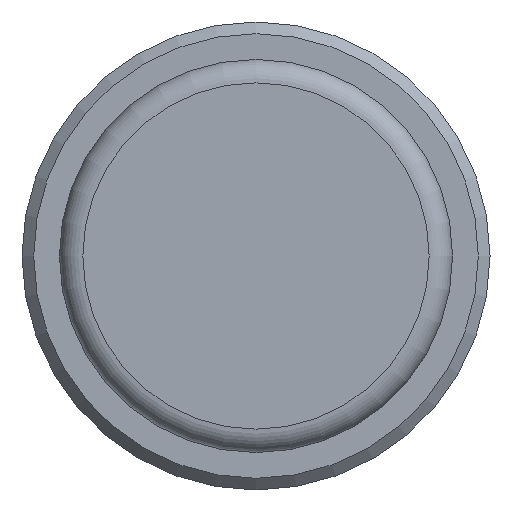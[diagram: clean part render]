
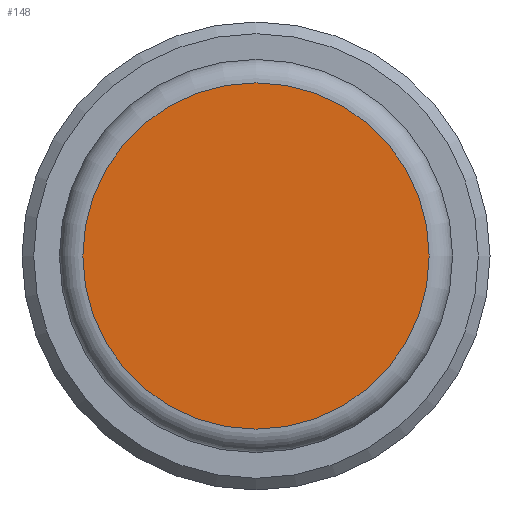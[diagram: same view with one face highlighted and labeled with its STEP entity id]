
A CAD part, front view. The second image highlights one B-rep face of the part: STEP entity #148.
In plain terms, the highlighted planar face has unit normal (0, -1, 0).
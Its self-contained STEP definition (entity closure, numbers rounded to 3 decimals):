
#16=PLANE('',#171);
#40=FACE_OUTER_BOUND('',#59,.T.);
#59=EDGE_LOOP('',(#119));
#76=CIRCLE('',#168,7.4);
#88=VERTEX_POINT('',#252);
#100=EDGE_CURVE('',#88,#88,#76,.T.);
#119=ORIENTED_EDGE('',*,*,#100,.F.);
#148=ADVANCED_FACE('',(#40),#16,.T.);
#168=AXIS2_PLACEMENT_3D('',#253,#207,#208);
#171=AXIS2_PLACEMENT_3D('',#257,#213,#214);
#207=DIRECTION('center_axis',(0.,1.,0.));
#208=DIRECTION('ref_axis',(-1.,0.,0.));
#213=DIRECTION('center_axis',(0.,-1.,0.));
#214=DIRECTION('ref_axis',(0.,0.,-1.));
#252=CARTESIAN_POINT('',(7.4,-38.5,0.));
#253=CARTESIAN_POINT('Origin',(0.,-38.5,0.));
#257=CARTESIAN_POINT('Origin',(0.,-38.5,0.));
